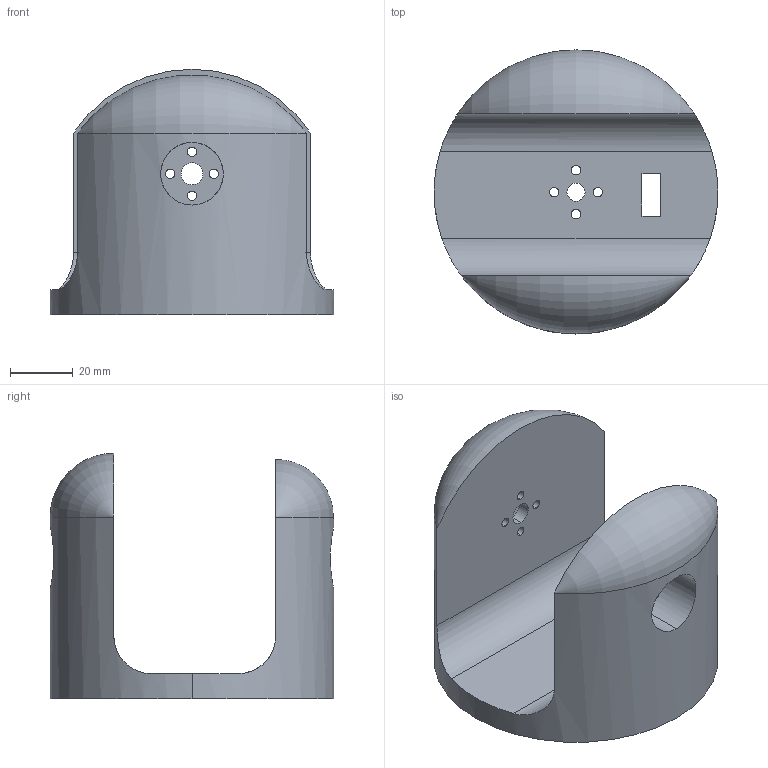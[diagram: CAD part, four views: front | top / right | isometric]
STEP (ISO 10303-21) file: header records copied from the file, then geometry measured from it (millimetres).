
FILE_DESCRIPTION (( 'STEP AP203' ), '1' );
FILE_NAME ('Mechanical_up_默认_sldprt.STEP', '2017-10-05T08:00:35', ( '' ), ( '' ), 'SwSTEP 2.0', 'SolidWorks 2014', '' );
FILE_SCHEMA (( 'CONFIG_CONTROL_DESIGN' ));
Length unit declared in the file: inch
Products named in the file (1): Mechanical_up_默认_sldprt
Bounding box: 90.6 x 90.6 x 78.35 mm (x, y, z)
Volume: 172308 mm3; surface area: 36809.2 mm2
Topology: 1 solids, 1 shells, 50 faces, 142 edges, 92 vertices
Faces by surface type: cylinder 38, plane 10, torus 2
Entity records: 2049 total; most frequent: CARTESIAN_POINT 567, DIRECTION 306, ORIENTED_EDGE 276, EDGE_CURVE 138, AXIS2_PLACEMENT_3D 125, VERTEX_POINT 92, EDGE_LOOP 84, CIRCLE 74
